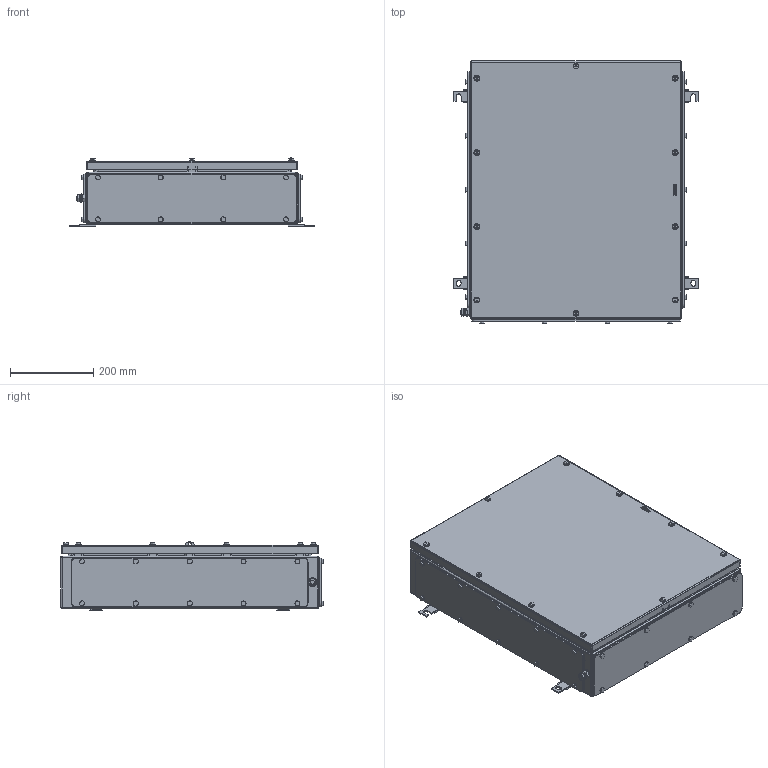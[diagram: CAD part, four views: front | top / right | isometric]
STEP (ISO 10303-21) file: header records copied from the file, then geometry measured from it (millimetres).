
FILE_DESCRIPTION(('CATIA V5 STEP Exchange','CAx-IF Rec.Pracs.--- Model Styling and Organization---1.4--- 2014-01-23'),'2;1');
FILE_NAME ('1523467-3_1_8000108857_8000108857_KTB_MH_625015_S4E3_LD.stp','2023-10-09T07:21:31+00:00',('none'),('Weidmueller'),'CATIA Version 5-6 Release 2016 SP3 HF44','CATIA V5 STEP AP214','none');
FILE_SCHEMA(('AUTOMOTIVE_DESIGN { 1 0 10303 214 1 1 1 1 }'));
Products named in the file (1): 8000108857 KTB MH 625015 S4E3
Bounding box: 589 x 631 x 165 mm (x, y, z)
Volume: 2382219.5 mm3; surface area: 2592861.8 mm2
Topology: 89 solids, 90 shells, 2731 faces, 6766 edges, 4357 vertices
Faces by surface type: plane 1364, cylinder 1117, cone 206, bspline 20, torus 16, sphere 8
Entity records: 89503 total; most frequent: CARTESIAN_POINT 26281, ORIENTED_EDGE 13336, DIRECTION 11310, EDGE_CURVE 6668, AXIS2_PLACEMENT_3D 4483, VERTEX_POINT 4357, VECTOR 4124, LINE 4124
